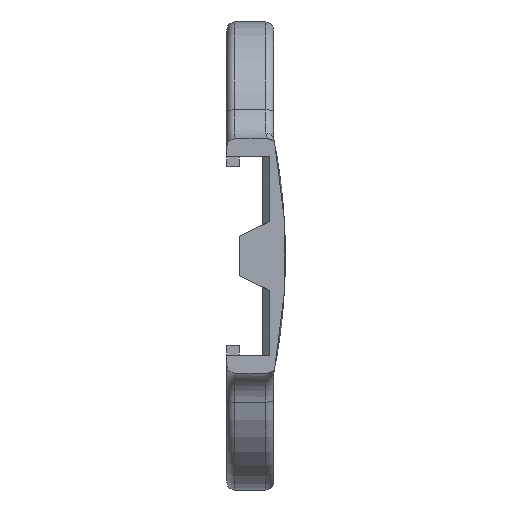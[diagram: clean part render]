
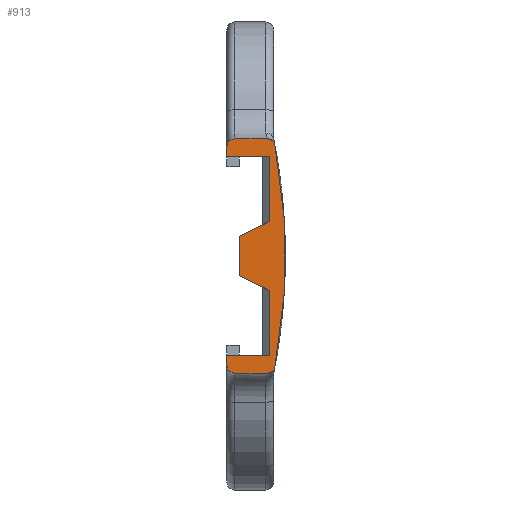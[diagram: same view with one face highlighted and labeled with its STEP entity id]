
A CAD part, left-side view. The second image highlights one B-rep face of the part: STEP entity #913.
In plain terms, the highlighted planar face has unit normal (-1, 0, 0).
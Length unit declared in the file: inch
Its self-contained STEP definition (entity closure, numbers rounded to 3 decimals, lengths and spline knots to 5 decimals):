
#21 = DIRECTION ( 'NONE',  ( 0., 1., 0. ) ) ;
#50 = DIRECTION ( 'NONE',  ( 0., 0.894, 0.447 ) ) ;
#99 = CARTESIAN_POINT ( 'NONE',  ( -4.25, -3.91125, -0.09875 ) ) ;
#279 = DIRECTION ( 'NONE',  ( 0., 0., 1. ) ) ;
#329 = CARTESIAN_POINT ( 'NONE',  ( -4.25, -3.83875, 0.0625 ) ) ;
#432 = VERTEX_POINT ( 'NONE', #1613 ) ;
#443 = CIRCLE ( 'NONE', #1844, 0.025 ) ;
#601 = DIRECTION ( 'NONE',  ( 0., 0., -1. ) ) ;
#652 = AXIS2_PLACEMENT_3D ( 'NONE', #3316, #8695, #601 ) ;
#680 = ORIENTED_EDGE ( 'NONE', *, *, #2262, .T. ) ;
#753 = CARTESIAN_POINT ( 'NONE',  ( -4.25, -3.83875, 0.0625 ) ) ;
#774 = CARTESIAN_POINT ( 'NONE',  ( -4.25, -3.92818, 0.375 ) ) ;
#785 = ORIENTED_EDGE ( 'NONE', *, *, #6065, .T. ) ;
#790 = VECTOR ( 'NONE', #2276, 39.37008 ) ;
#905 = EDGE_LOOP ( 'NONE', ( #2859, #680, #2504, #3311, #5093, #6941, #8252, #8556, #6372, #4499, #4031, #6031, #2118, #785, #7036, #3090 ) ) ;
#913 = ADVANCED_FACE ( 'NONE', ( #4502 ), #6273, .F. ) ;
#921 = CIRCLE ( 'NONE', #1596, 0.025 ) ;
#927 = CARTESIAN_POINT ( 'NONE',  ( -4.25, -3.91125, -0.31775 ) ) ;
#1031 = CARTESIAN_POINT ( 'NONE',  ( -4.25, -3.83875, -0.0625 ) ) ;
#1089 = VECTOR ( 'NONE', #279, 39.37008 ) ;
#1128 = LINE ( 'NONE', #3889, #3460 ) ;
#1138 = EDGE_CURVE ( 'NONE', #4034, #5403, #7472, .T. ) ;
#1200 = VERTEX_POINT ( 'NONE', #5184 ) ;
#1221 = VECTOR ( 'NONE', #21, 39.37008 ) ;
#1330 = CIRCLE ( 'NONE', #2387, 1.89375 ) ;
#1495 = VERTEX_POINT ( 'NONE', #8230 ) ;
#1573 = EDGE_CURVE ( 'NONE', #2644, #4034, #2682, .T. ) ;
#1596 = AXIS2_PLACEMENT_3D ( 'NONE', #5923, #3232, #3827 ) ;
#1613 = CARTESIAN_POINT ( 'NONE',  ( -4.25, -3.93625, -0.11125 ) ) ;
#1637 = LINE ( 'NONE', #8565, #1221 ) ;
#1659 = LINE ( 'NONE', #99, #5065 ) ;
#1660 = CARTESIAN_POINT ( 'NONE',  ( -4.25, -3.93625, 0.31775 ) ) ;
#1777 = CARTESIAN_POINT ( 'NONE',  ( -4.25, -3.95274, -0.35468 ) ) ;
#1844 = AXIS2_PLACEMENT_3D ( 'NONE', #4689, #4722, #6047 ) ;
#1921 = VECTOR ( 'NONE', #7483, 39.37008 ) ;
#1966 = AXIS2_PLACEMENT_3D ( 'NONE', #6362, #3723, #3666 ) ;
#2118 = ORIENTED_EDGE ( 'NONE', *, *, #8586, .T. ) ;
#2262 = EDGE_CURVE ( 'NONE', #7116, #5403, #6385, .T. ) ;
#2264 = VECTOR ( 'NONE', #3793, 39.37008 ) ;
#2276 = DIRECTION ( 'NONE',  ( 0., 1., 0. ) ) ;
#2291 = CARTESIAN_POINT ( 'NONE',  ( -4.25, -3.79875, 0.31775 ) ) ;
#2297 = CIRCLE ( 'NONE', #652, 0.025 ) ;
#2316 = VERTEX_POINT ( 'NONE', #3924 ) ;
#2363 = EDGE_CURVE ( 'NONE', #2316, #7124, #443, .T. ) ;
#2387 = AXIS2_PLACEMENT_3D ( 'NONE', #8757, #4101, #6813 ) ;
#2429 = CARTESIAN_POINT ( 'NONE',  ( -4.25, -3.82375, -0.375 ) ) ;
#2481 = VERTEX_POINT ( 'NONE', #2291 ) ;
#2498 = EDGE_CURVE ( 'NONE', #432, #7062, #2663, .T. ) ;
#2504 = ORIENTED_EDGE ( 'NONE', *, *, #1138, .F. ) ;
#2644 = VERTEX_POINT ( 'NONE', #1031 ) ;
#2663 = LINE ( 'NONE', #7693, #1921 ) ;
#2682 = LINE ( 'NONE', #329, #1089 ) ;
#2786 = EDGE_CURVE ( 'NONE', #1200, #7335, #3295, .T. ) ;
#2797 = DIRECTION ( 'NONE',  ( 1., 0., 0. ) ) ;
#2859 = ORIENTED_EDGE ( 'NONE', *, *, #6843, .F. ) ;
#3007 = VERTEX_POINT ( 'NONE', #7956 ) ;
#3090 = ORIENTED_EDGE ( 'NONE', *, *, #3581, .F. ) ;
#3121 = LINE ( 'NONE', #3595, #790 ) ;
#3232 = DIRECTION ( 'NONE',  ( -1., 0., 0. ) ) ;
#3295 = CIRCLE ( 'NONE', #1966, 0.025 ) ;
#3311 = ORIENTED_EDGE ( 'NONE', *, *, #1573, .F. ) ;
#3316 = CARTESIAN_POINT ( 'NONE',  ( -4.25, -3.82375, -0.35 ) ) ;
#3460 = VECTOR ( 'NONE', #7271, 39.37008 ) ;
#3529 = VERTEX_POINT ( 'NONE', #6327 ) ;
#3581 = EDGE_CURVE ( 'NONE', #2481, #7335, #4585, .T. ) ;
#3595 = CARTESIAN_POINT ( 'NONE',  ( -4.25, -6.09379, 0.375 ) ) ;
#3666 = DIRECTION ( 'NONE',  ( 0., 0., -1. ) ) ;
#3723 = DIRECTION ( 'NONE',  ( -1., 0., 0. ) ) ;
#3727 = VECTOR ( 'NONE', #5931, 39.37008 ) ;
#3747 = VECTOR ( 'NONE', #7831, 39.37008 ) ;
#3766 = VECTOR ( 'NONE', #8336, 39.37008 ) ;
#3793 = DIRECTION ( 'NONE',  ( 0., 0., 1. ) ) ;
#3827 = DIRECTION ( 'NONE',  ( 0., 0., -1. ) ) ;
#3878 = CARTESIAN_POINT ( 'NONE',  ( -4.25, -6.09379, -0.375 ) ) ;
#3889 = CARTESIAN_POINT ( 'NONE',  ( -4.25, -3.79875, -0.28625 ) ) ;
#3924 = CARTESIAN_POINT ( 'NONE',  ( -4.25, -3.92818, -0.375 ) ) ;
#4031 = ORIENTED_EDGE ( 'NONE', *, *, #2363, .T. ) ;
#4034 = VERTEX_POINT ( 'NONE', #753 ) ;
#4067 = LINE ( 'NONE', #3878, #3747 ) ;
#4101 = DIRECTION ( 'NONE',  ( 1., 0., 0. ) ) ;
#4198 = LINE ( 'NONE', #927, #3766 ) ;
#4397 = CARTESIAN_POINT ( 'NONE',  ( -4.25, -3.93625, 0.11125 ) ) ;
#4499 = ORIENTED_EDGE ( 'NONE', *, *, #7684, .F. ) ;
#4502 = FACE_OUTER_BOUND ( 'NONE', #905, .T. ) ;
#4585 = LINE ( 'NONE', #8480, #2264 ) ;
#4689 = CARTESIAN_POINT ( 'NONE',  ( -4.25, -3.92818, -0.35 ) ) ;
#4722 = DIRECTION ( 'NONE',  ( -1., 0., 0. ) ) ;
#4781 = DIRECTION ( 'NONE',  ( 0., 0., -1. ) ) ;
#5065 = VECTOR ( 'NONE', #50, 39.37008 ) ;
#5093 = ORIENTED_EDGE ( 'NONE', *, *, #8264, .F. ) ;
#5184 = CARTESIAN_POINT ( 'NONE',  ( -4.25, -3.82375, 0.375 ) ) ;
#5403 = VERTEX_POINT ( 'NONE', #4397 ) ;
#5488 = AXIS2_PLACEMENT_3D ( 'NONE', #6854, #2797, #4781 ) ;
#5654 = DIRECTION ( 'NONE',  ( 0., -0.894, 0.447 ) ) ;
#5726 = EDGE_CURVE ( 'NONE', #3007, #7124, #1330, .T. ) ;
#5887 = VECTOR ( 'NONE', #5654, 39.37008 ) ;
#5923 = CARTESIAN_POINT ( 'NONE',  ( -4.25, -3.92818, 0.35 ) ) ;
#5931 = DIRECTION ( 'NONE',  ( 0., 0., -1. ) ) ;
#6031 = ORIENTED_EDGE ( 'NONE', *, *, #5726, .F. ) ;
#6047 = DIRECTION ( 'NONE',  ( 0., 0., -1. ) ) ;
#6065 = EDGE_CURVE ( 'NONE', #6493, #1200, #3121, .T. ) ;
#6077 = EDGE_CURVE ( 'NONE', #1495, #7062, #4198, .T. ) ;
#6273 = PLANE ( 'NONE',  #5488 ) ;
#6327 = CARTESIAN_POINT ( 'NONE',  ( -4.25, -3.79875, -0.35 ) ) ;
#6362 = CARTESIAN_POINT ( 'NONE',  ( -4.25, -3.82375, 0.35 ) ) ;
#6372 = ORIENTED_EDGE ( 'NONE', *, *, #8792, .T. ) ;
#6385 = LINE ( 'NONE', #7181, #3727 ) ;
#6493 = VERTEX_POINT ( 'NONE', #774 ) ;
#6589 = CARTESIAN_POINT ( 'NONE',  ( -4.25, -3.79875, 0.35 ) ) ;
#6813 = DIRECTION ( 'NONE',  ( 0., 0., -1. ) ) ;
#6843 = EDGE_CURVE ( 'NONE', #7116, #2481, #1637, .T. ) ;
#6854 = CARTESIAN_POINT ( 'NONE',  ( -4.25, -2.0925, 0. ) ) ;
#6941 = ORIENTED_EDGE ( 'NONE', *, *, #2498, .T. ) ;
#6971 = CARTESIAN_POINT ( 'NONE',  ( -4.25, -3.91125, 0.09875 ) ) ;
#7036 = ORIENTED_EDGE ( 'NONE', *, *, #2786, .T. ) ;
#7062 = VERTEX_POINT ( 'NONE', #7678 ) ;
#7116 = VERTEX_POINT ( 'NONE', #1660 ) ;
#7124 = VERTEX_POINT ( 'NONE', #1777 ) ;
#7181 = CARTESIAN_POINT ( 'NONE',  ( -4.25, -3.93625, 0. ) ) ;
#7271 = DIRECTION ( 'NONE',  ( 0., 0., 1. ) ) ;
#7335 = VERTEX_POINT ( 'NONE', #6589 ) ;
#7472 = LINE ( 'NONE', #6971, #5887 ) ;
#7483 = DIRECTION ( 'NONE',  ( 0., 0., -1. ) ) ;
#7662 = VERTEX_POINT ( 'NONE', #2429 ) ;
#7678 = CARTESIAN_POINT ( 'NONE',  ( -4.25, -3.93625, -0.31775 ) ) ;
#7684 = EDGE_CURVE ( 'NONE', #2316, #7662, #4067, .T. ) ;
#7693 = CARTESIAN_POINT ( 'NONE',  ( -4.25, -3.93625, 0. ) ) ;
#7831 = DIRECTION ( 'NONE',  ( 0., 1., 0. ) ) ;
#7956 = CARTESIAN_POINT ( 'NONE',  ( -4.25, -3.95274, 0.35468 ) ) ;
#8230 = CARTESIAN_POINT ( 'NONE',  ( -4.25, -3.79875, -0.31775 ) ) ;
#8252 = ORIENTED_EDGE ( 'NONE', *, *, #6077, .F. ) ;
#8264 = EDGE_CURVE ( 'NONE', #432, #2644, #1659, .T. ) ;
#8336 = DIRECTION ( 'NONE',  ( 0., -1., 0. ) ) ;
#8480 = CARTESIAN_POINT ( 'NONE',  ( -4.25, -3.79875, 0.28625 ) ) ;
#8556 = ORIENTED_EDGE ( 'NONE', *, *, #8642, .F. ) ;
#8565 = CARTESIAN_POINT ( 'NONE',  ( -4.25, -3.91125, 0.31775 ) ) ;
#8586 = EDGE_CURVE ( 'NONE', #3007, #6493, #921, .T. ) ;
#8642 = EDGE_CURVE ( 'NONE', #3529, #1495, #1128, .T. ) ;
#8695 = DIRECTION ( 'NONE',  ( -1., 0., 0. ) ) ;
#8757 = CARTESIAN_POINT ( 'NONE',  ( -4.25, -2.0925, 0. ) ) ;
#8792 = EDGE_CURVE ( 'NONE', #3529, #7662, #2297, .T. ) ;
